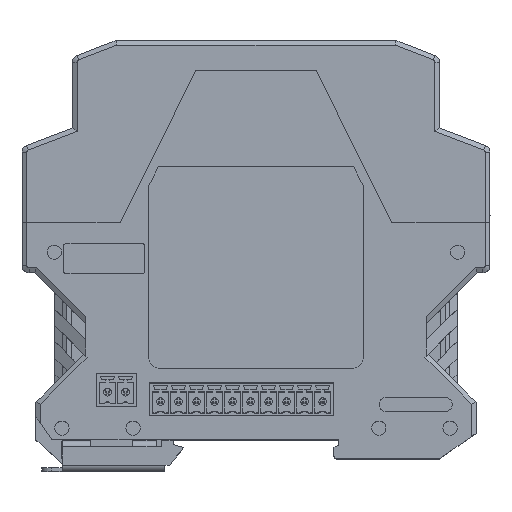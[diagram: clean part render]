
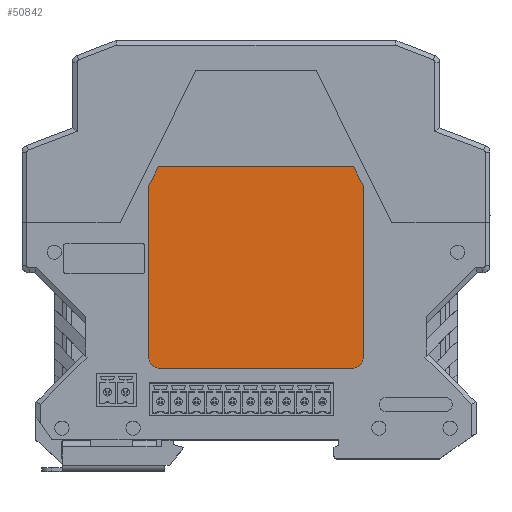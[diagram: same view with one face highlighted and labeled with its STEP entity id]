
A CAD part, top view. The second image highlights one B-rep face of the part: STEP entity #50842.
In plain terms, the highlighted planar face has unit normal (0, 0, 1).
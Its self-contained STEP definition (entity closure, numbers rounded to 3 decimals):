
#1493=CIRCLE('',#58547,2.);
#1494=CIRCLE('',#58548,2.);
#12708=ORIENTED_EDGE('',*,*,#21717,.F.);
#12709=ORIENTED_EDGE('',*,*,#21718,.T.);
#12710=ORIENTED_EDGE('',*,*,#21719,.T.);
#12711=ORIENTED_EDGE('',*,*,#21720,.T.);
#12712=ORIENTED_EDGE('',*,*,#21721,.T.);
#12713=ORIENTED_EDGE('',*,*,#21722,.T.);
#12714=ORIENTED_EDGE('',*,*,#21723,.T.);
#12715=ORIENTED_EDGE('',*,*,#21724,.F.);
#21717=EDGE_CURVE('',#26977,#26978,#32678,.T.);
#21718=EDGE_CURVE('',#26977,#26979,#1493,.T.);
#21719=EDGE_CURVE('',#26979,#26980,#32679,.T.);
#21720=EDGE_CURVE('',#26980,#26981,#32680,.T.);
#21721=EDGE_CURVE('',#26981,#26982,#32681,.T.);
#21722=EDGE_CURVE('',#26982,#26983,#32682,.T.);
#21723=EDGE_CURVE('',#26983,#26984,#32683,.T.);
#21724=EDGE_CURVE('',#26978,#26984,#1494,.T.);
#26977=VERTEX_POINT('',#84883);
#26978=VERTEX_POINT('',#84884);
#26979=VERTEX_POINT('',#84886);
#26980=VERTEX_POINT('',#84888);
#26981=VERTEX_POINT('',#84890);
#26982=VERTEX_POINT('',#84892);
#26983=VERTEX_POINT('',#84894);
#26984=VERTEX_POINT('',#84896);
#32678=LINE('',#84882,#38775);
#32679=LINE('',#84887,#38776);
#32680=LINE('',#84889,#38777);
#32681=LINE('',#84891,#38778);
#32682=LINE('',#84893,#38779);
#32683=LINE('',#84895,#38780);
#38775=VECTOR('',#70333,1000.);
#38776=VECTOR('',#70336,1000.);
#38777=VECTOR('',#70337,1000.);
#38778=VECTOR('',#70338,1000.);
#38779=VECTOR('',#70339,1000.);
#38780=VECTOR('',#70340,1000.);
#42634=EDGE_LOOP('',(#12708,#12709,#12710,#12711,#12712,#12713,#12714,#12715));
#45857=FACE_BOUND('',#42634,.T.);
#48213=PLANE('',#58546);
#50842=ADVANCED_FACE('',(#45857),#48213,.T.);
#58546=AXIS2_PLACEMENT_3D('',#84881,#70331,#70332);
#58547=AXIS2_PLACEMENT_3D('',#84885,#70334,#70335);
#58548=AXIS2_PLACEMENT_3D('',#84897,#70341,#70342);
#70331=DIRECTION('',(0.,0.,1.));
#70332=DIRECTION('',(1.,0.,0.));
#70333=DIRECTION('',(-1.,0.,0.));
#70334=DIRECTION('',(0.,0.,1.));
#70335=DIRECTION('',(1.,0.,0.));
#70336=DIRECTION('',(0.,1.,0.));
#70337=DIRECTION('',(-0.447,0.894,0.));
#70338=DIRECTION('',(-1.,0.,0.));
#70339=DIRECTION('',(-0.447,-0.894,0.));
#70340=DIRECTION('',(0.,-1.,0.));
#70341=DIRECTION('',(0.,0.,-1.));
#70342=DIRECTION('',(-1.,0.,0.));
#84881=CARTESIAN_POINT('',(0.,81.35,22.4));
#84882=CARTESIAN_POINT('',(0.,15.2,22.4));
#84883=CARTESIAN_POINT('',(20.65,15.2,22.4));
#84884=CARTESIAN_POINT('',(-20.65,15.2,22.4));
#84885=CARTESIAN_POINT('',(20.65,17.2,22.4));
#84886=CARTESIAN_POINT('',(22.65,17.2,22.4));
#84887=CARTESIAN_POINT('',(22.65,-8.,22.4));
#84888=CARTESIAN_POINT('',(22.65,53.8,22.4));
#84889=CARTESIAN_POINT('',(51.84,-4.58,22.4));
#84890=CARTESIAN_POINT('',(20.65,57.8,22.4));
#84891=CARTESIAN_POINT('',(0.,57.8,22.4));
#84892=CARTESIAN_POINT('',(-20.65,57.8,22.4));
#84893=CARTESIAN_POINT('',(-51.84,-4.58,22.4));
#84894=CARTESIAN_POINT('',(-22.65,53.8,22.4));
#84895=CARTESIAN_POINT('',(-22.65,-30.5,22.4));
#84896=CARTESIAN_POINT('',(-22.65,17.2,22.4));
#84897=CARTESIAN_POINT('',(-20.65,17.2,22.4));
